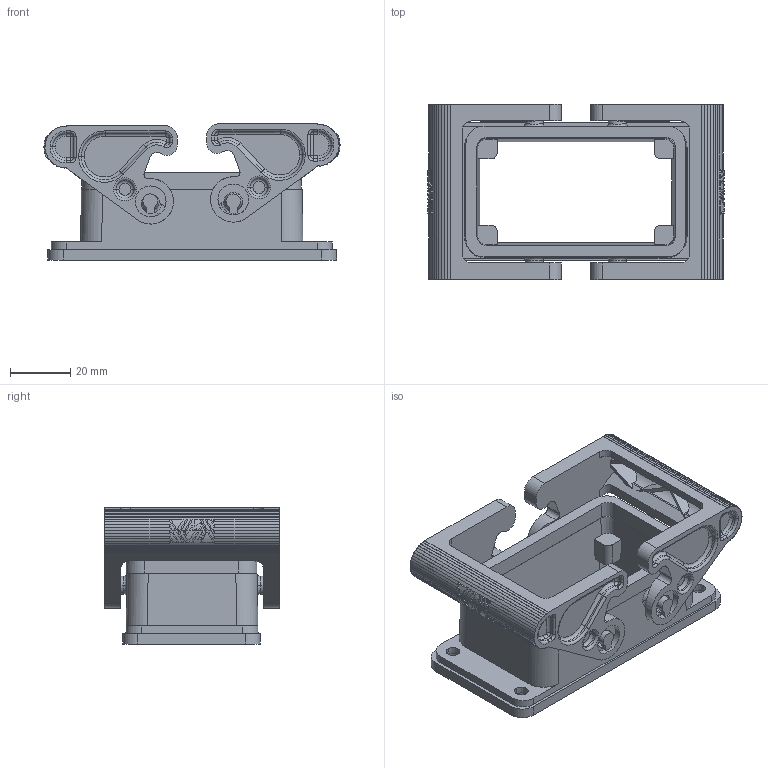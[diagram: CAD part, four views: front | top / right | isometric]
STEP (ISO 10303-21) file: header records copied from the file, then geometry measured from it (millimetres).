
FILE_DESCRIPTION(('CoCreate Modeling STEP Export'),'2;1');
FILE_NAME('CHIN 10.stp','2011-04-19T13:31:35',(''),(''),'CoCreate Modeling STEP processor for AP214 (Solid Model)','CoCreate Modeling 16.00A 16-Aug-2008 (C) Parametric Technology GmbH','');
FILE_SCHEMA(('AUTOMOTIVE_DESIGN { 1 0 10303 214 1 1 1 1 }'));
Length unit declared in the file: millimetre
Products named in the file (2): CHIN_10
Assembly tree (1 placements, depth 2):
  CHIN_10
    CHIN_10
Bounding box: 97.94 x 58 x 45.07 mm (x, y, z)
Volume: 55260.5 mm3; surface area: 35220.8 mm2
Topology: 1 solids, 1 shells, 898 faces, 2482 edges, 1600 vertices
Faces by surface type: plane 436, cylinder 344, torus 88, cone 22, bspline 8
Entity records: 35005 total; most frequent: CARTESIAN_POINT 6379, ORIENTED_EDGE 4964, DIRECTION 4153, EDGE_CURVE 2482, VERTEX_POINT 1600, AXIS2_PLACEMENT_3D 1456, VECTOR 1241, LINE 1241
